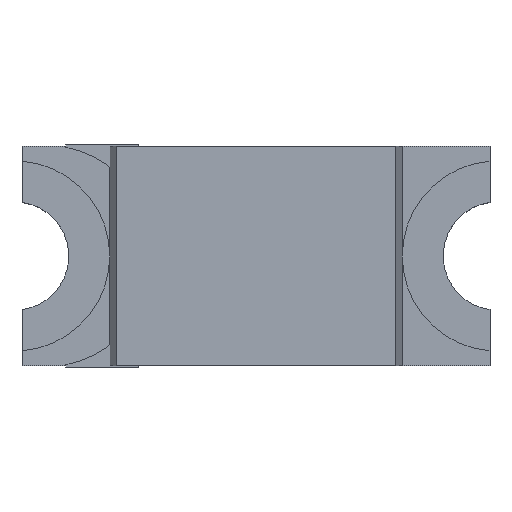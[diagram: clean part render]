
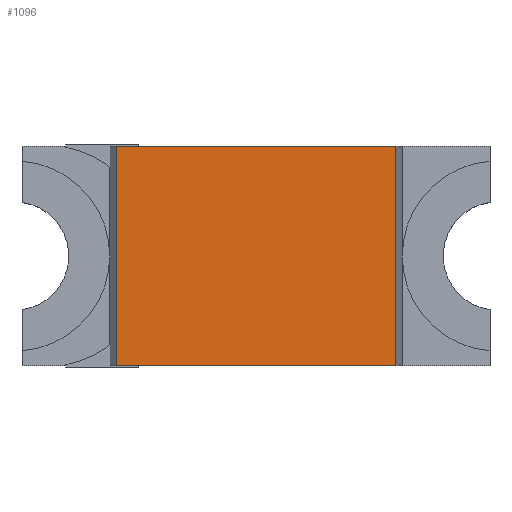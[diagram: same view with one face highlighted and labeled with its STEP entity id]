
A CAD part, top view. The second image highlights one B-rep face of the part: STEP entity #1096.
In plain terms, the highlighted face is planar.
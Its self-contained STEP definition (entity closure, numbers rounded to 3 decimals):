
#130=FACE_OUTER_BOUND('',#192,.T.);
#192=EDGE_LOOP('',(#977,#978,#979,#980));
#308=LINE('',#1814,#430);
#313=LINE('',#1825,#435);
#315=LINE('',#1828,#437);
#316=LINE('',#1829,#438);
#430=VECTOR('',#1497,500.);
#435=VECTOR('',#1506,500.);
#437=VECTOR('',#1510,500.);
#438=VECTOR('',#1511,500.);
#532=VERTEX_POINT('',#1808);
#534=VERTEX_POINT('',#1812);
#537=VERTEX_POINT('',#1822);
#538=VERTEX_POINT('',#1824);
#680=EDGE_CURVE('',#534,#532,#308,.T.);
#685=EDGE_CURVE('',#538,#537,#313,.T.);
#687=EDGE_CURVE('',#532,#537,#315,.T.);
#688=EDGE_CURVE('',#534,#538,#316,.T.);
#977=ORIENTED_EDGE('',*,*,#687,.F.);
#978=ORIENTED_EDGE('',*,*,#680,.F.);
#979=ORIENTED_EDGE('',*,*,#688,.T.);
#980=ORIENTED_EDGE('',*,*,#685,.T.);
#1034=PLANE('',#1206);
#1096=ADVANCED_FACE('',(#130),#1034,.T.);
#1206=AXIS2_PLACEMENT_3D('',#1827,#1508,#1509);
#1497=DIRECTION('',(0.,0.,1.));
#1506=DIRECTION('',(0.,0.,1.));
#1508=DIRECTION('center_axis',(0.,1.,0.));
#1509=DIRECTION('ref_axis',(0.,0.,1.));
#1510=DIRECTION('',(-1.,0.,0.));
#1511=DIRECTION('',(-1.,0.,0.));
#1808=CARTESIAN_POINT('',(0.478,0.2,0.375));
#1812=CARTESIAN_POINT('',(0.478,0.2,-0.375));
#1814=CARTESIAN_POINT('',(0.478,0.2,-0.375));
#1822=CARTESIAN_POINT('',(-0.478,0.2,0.375));
#1824=CARTESIAN_POINT('',(-0.478,0.2,-0.375));
#1825=CARTESIAN_POINT('',(-0.478,0.2,-0.375));
#1827=CARTESIAN_POINT('Origin',(-0.478,0.2,-0.375));
#1828=CARTESIAN_POINT('',(-0.478,0.2,0.375));
#1829=CARTESIAN_POINT('',(-0.478,0.2,-0.375));
